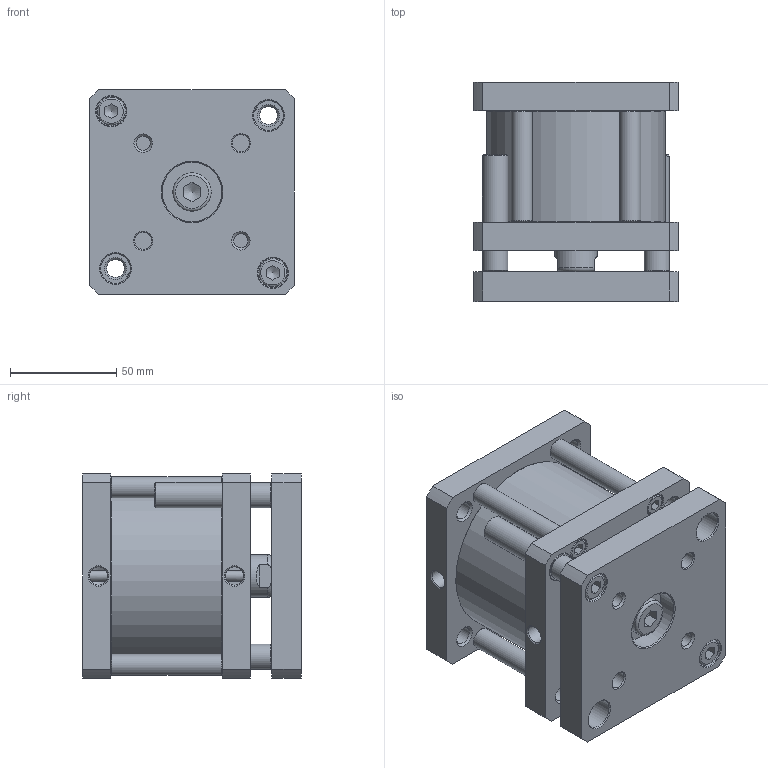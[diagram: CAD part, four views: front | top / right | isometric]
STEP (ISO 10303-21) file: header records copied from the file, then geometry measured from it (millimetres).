
FILE_DESCRIPTION((''),'2;1');
FILE_NAME('XDMA080.025.GS.F.stp','2014-05-19T10:58:28',('carlo.corazza'),(''),'Autodesk Inventor 2012','Autodesk Inventor 2012','');
FILE_SCHEMA(('AUTOMOTIVE_DESIGN { 1 0 10303 214 1 1 1 1 }'));
Length unit declared in the file: millimetre
Products named in the file (8): XDMA080..GS.F; COLONNETTA-025; CORPO-025; STAFFA; STELO-025; TAA; TIRANTE-025; TP
Assembly tree (11 placements, depth 2):
  XDMA080..GS.F
    COLONNETTA-025  x2
    CORPO-025
    STAFFA
    STELO-025
    TAA
    TIRANTE-025  x4
    TP
Bounding box: 96 x 103 x 96 mm (x, y, z)
Volume: 412649.4 mm3; surface area: 131194.7 mm2
Topology: 11 solids, 18 shells, 357 faces, 810 edges, 507 vertices
Faces by surface type: plane 144, cone 112, cylinder 86, torus 15
Full cylindrical faces by diameter (mm): 4.917 x8, 5 x2, 6.647 x4, 6.9 x4, 8 x2, 8.376 x7, 8.566 x2, 9.1 x2, 10 x12, 10.106 x1, 10.5 x8, 12 x2, 13 x2, 14 x6, 18 x1, 20 x1, 20.6 x1, 21.9 x1, 23 x1, 24.8 x1, 25 x1, 28 x1, 80 x1, 84 x1
Entity records: 8663 total; most frequent: CARTESIAN_POINT 1609, DIRECTION 1392, ORIENTED_EDGE 1072, AXIS2_PLACEMENT_3D 587, EDGE_LOOP 556, EDGE_CURVE 536, VERTEX_POINT 426, STYLED_ITEM 329
